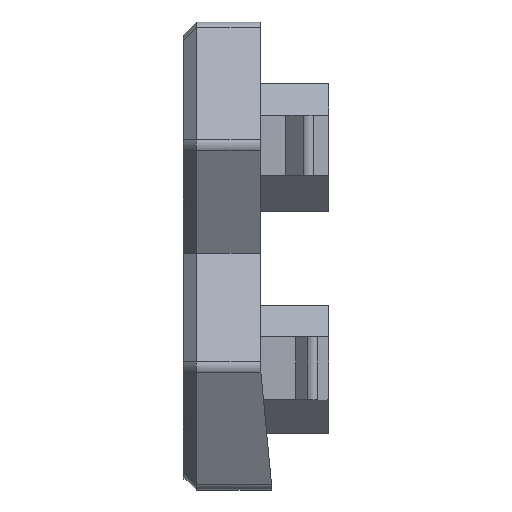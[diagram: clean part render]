
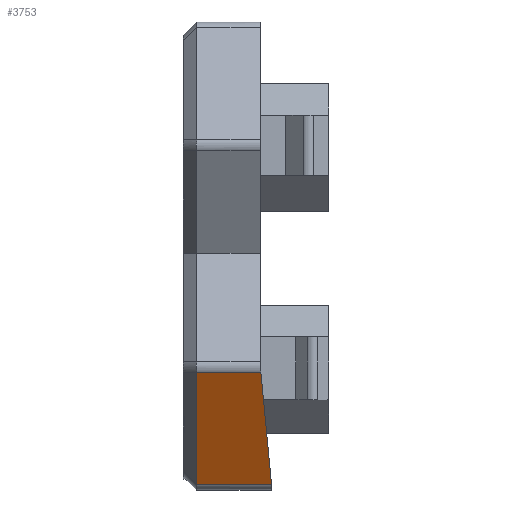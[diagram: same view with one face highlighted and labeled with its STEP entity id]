
A CAD part, left-side view. The second image highlights one B-rep face of the part: STEP entity #3753.
In plain terms, the highlighted planar face has unit normal (-0.866, 0, -0.5).
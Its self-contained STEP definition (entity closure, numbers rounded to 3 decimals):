
#140=ELLIPSE('',#4010,1.298,0.85);
#141=ELLIPSE('',#4011,1.298,0.85);
#396=FACE_OUTER_BOUND('',#599,.T.);
#599=EDGE_LOOP('',(#2824,#2825,#2826,#2827,#2828,#2829));
#888=LINE('',#6363,#1246);
#919=LINE('',#6482,#1277);
#920=LINE('',#6486,#1278);
#921=LINE('',#6488,#1279);
#1246=VECTOR('',#4555,10.);
#1277=VECTOR('',#4650,10.);
#1278=VECTOR('',#4653,10.);
#1279=VECTOR('',#4656,10.);
#1628=VERTEX_POINT('',#6361);
#1629=VERTEX_POINT('',#6362);
#1662=VERTEX_POINT('',#6480);
#1663=VERTEX_POINT('',#6481);
#1664=VERTEX_POINT('',#6483);
#1665=VERTEX_POINT('',#6485);
#2063=EDGE_CURVE('',#1628,#1629,#888,.T.);
#2114=EDGE_CURVE('',#1662,#1663,#919,.T.);
#2115=EDGE_CURVE('',#1662,#1664,#140,.T.);
#2116=EDGE_CURVE('',#1664,#1665,#920,.T.);
#2117=EDGE_CURVE('',#1665,#1628,#141,.T.);
#2118=EDGE_CURVE('',#1663,#1629,#921,.F.);
#2824=ORIENTED_EDGE('',*,*,#2114,.F.);
#2825=ORIENTED_EDGE('',*,*,#2115,.T.);
#2826=ORIENTED_EDGE('',*,*,#2116,.T.);
#2827=ORIENTED_EDGE('',*,*,#2117,.T.);
#2828=ORIENTED_EDGE('',*,*,#2063,.T.);
#2829=ORIENTED_EDGE('',*,*,#2118,.F.);
#3609=PLANE('',#4009);
#3753=ADVANCED_FACE('',(#396),#3609,.T.);
#4009=AXIS2_PLACEMENT_3D('',#6479,#4648,#4649);
#4010=AXIS2_PLACEMENT_3D('',#6484,#4651,#4652);
#4011=AXIS2_PLACEMENT_3D('',#6487,#4654,#4655);
#4555=DIRECTION('',(0.,-1.,0.));
#4648=DIRECTION('center_axis',(-0.866,0.,
-0.5));
#4649=DIRECTION('ref_axis',(0.5,0.,-0.866));
#4650=DIRECTION('',(0.,-1.,0.));
#4651=DIRECTION('center_axis',(-0.866,0.,
-0.5));
#4652=DIRECTION('ref_axis',(0.25,0.866,-0.433));
#4653=DIRECTION('',(0.5,0.,-0.866));
#4654=DIRECTION('center_axis',(-0.866,0.,
-0.5));
#4655=DIRECTION('ref_axis',(-0.25,0.866,0.433));
#4656=DIRECTION('',(-0.498,0.082,0.863));
#6361=CARTESIAN_POINT('',(-77.84,148.095,-35.247));
#6362=CARTESIAN_POINT('',(-77.84,143.866,-35.247));
#6363=CARTESIAN_POINT('',(-77.84,144.494,-35.247));
#6479=CARTESIAN_POINT('Origin',(-78.295,148.094,-34.457));
#6480=CARTESIAN_POINT('',(-81.502,148.095,-28.903));
#6481=CARTESIAN_POINT('',(-81.502,144.468,-28.903));
#6482=CARTESIAN_POINT('',(-81.502,144.494,-28.903));
#6483=CARTESIAN_POINT('',(-81.502,148.095,-28.904));
#6484=CARTESIAN_POINT('Origin',(-81.675,146.892,-28.603));
#6485=CARTESIAN_POINT('',(-77.84,148.095,-35.246));
#6486=CARTESIAN_POINT('',(-79.659,148.095,-32.096));
#6487=CARTESIAN_POINT('Origin',(-77.666,146.892,-35.547));
#6488=CARTESIAN_POINT('',(-80.166,144.249,-31.217));
